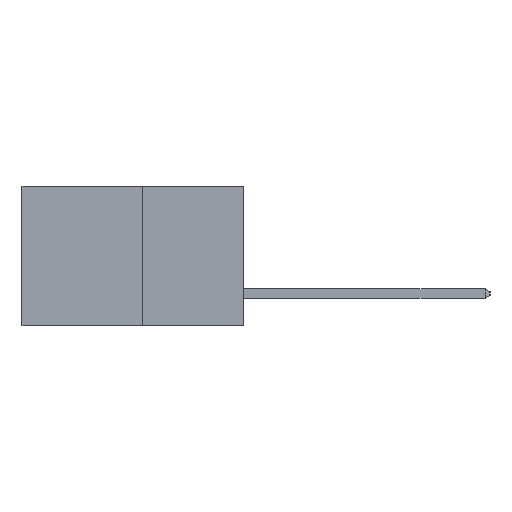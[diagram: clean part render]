
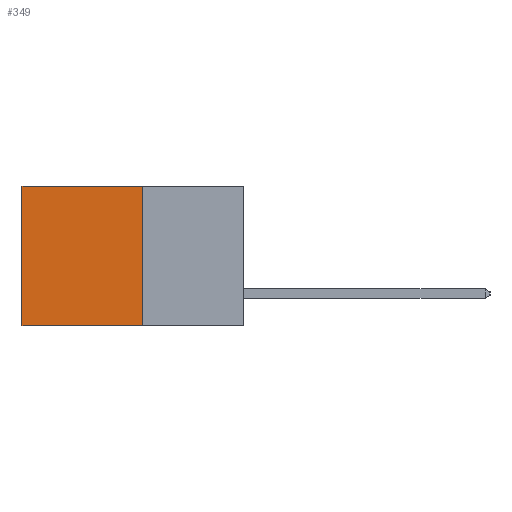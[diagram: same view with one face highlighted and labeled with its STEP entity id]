
A CAD part, left-side view. The second image highlights one B-rep face of the part: STEP entity #349.
In plain terms, the highlighted planar face has unit normal (-1, 0, 0).
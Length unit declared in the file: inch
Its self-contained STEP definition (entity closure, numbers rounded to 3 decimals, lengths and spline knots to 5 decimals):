
#349 = ADVANCED_FACE ( 'NONE', ( #1686 ), #10389, .F. ) ;
#555 = LINE ( 'NONE', #11101, #7219 ) ;
#1170 = EDGE_LOOP ( 'NONE', ( #11432, #8662, #9362, #11485 ) ) ;
#1517 = DIRECTION ( 'NONE',  ( 0., 0., -1. ) ) ;
#1686 = FACE_OUTER_BOUND ( 'NONE', #1170, .T. ) ;
#1801 = CARTESIAN_POINT ( 'NONE',  ( 0.277, 0.59, 0. ) ) ;
#2047 = CARTESIAN_POINT ( 'NONE',  ( 0.277, 0.59, -0.37 ) ) ;
#3493 = DIRECTION ( 'NONE',  ( 0., 1., 0. ) ) ;
#3799 = LINE ( 'NONE', #10598, #7190 ) ;
#4028 = EDGE_CURVE ( 'NONE', #12381, #6128, #6919, .T. ) ;
#6128 = VERTEX_POINT ( 'NONE', #2047 ) ;
#6411 = VECTOR ( 'NONE', #7379, 39.37008 ) ;
#6919 = LINE ( 'NONE', #11156, #7128 ) ;
#7128 = VECTOR ( 'NONE', #12300, 39.37008 ) ;
#7181 = EDGE_CURVE ( 'NONE', #8515, #11643, #555, .T. ) ;
#7190 = VECTOR ( 'NONE', #1517, 39.37008 ) ;
#7219 = VECTOR ( 'NONE', #3493, 39.37008 ) ;
#7379 = DIRECTION ( 'NONE',  ( 0., 0., -1. ) ) ;
#8496 = CARTESIAN_POINT ( 'NONE',  ( 0.277, 0.27, -0.37 ) ) ;
#8515 = VERTEX_POINT ( 'NONE', #13832 ) ;
#8662 = ORIENTED_EDGE ( 'NONE', *, *, #4028, .F. ) ;
#9362 = ORIENTED_EDGE ( 'NONE', *, *, #15566, .F. ) ;
#10389 = PLANE ( 'NONE',  #13302 ) ;
#10597 = DIRECTION ( 'NONE',  ( 1., 0., 0. ) ) ;
#10598 = CARTESIAN_POINT ( 'NONE',  ( 0.277, 0.59, -0.37 ) ) ;
#10698 = DIRECTION ( 'NONE',  ( 0., 0., -1. ) ) ;
#11101 = CARTESIAN_POINT ( 'NONE',  ( 0.277, 0.27, 0. ) ) ;
#11156 = CARTESIAN_POINT ( 'NONE',  ( 0.277, 0.27, -0.37 ) ) ;
#11432 = ORIENTED_EDGE ( 'NONE', *, *, #15947, .T. ) ;
#11485 = ORIENTED_EDGE ( 'NONE', *, *, #7181, .T. ) ;
#11643 = VERTEX_POINT ( 'NONE', #1801 ) ;
#12300 = DIRECTION ( 'NONE',  ( 0., 1., 0. ) ) ;
#12381 = VERTEX_POINT ( 'NONE', #15948 ) ;
#13122 = LINE ( 'NONE', #16047, #6411 ) ;
#13302 = AXIS2_PLACEMENT_3D ( 'NONE', #8496, #10597, #10698 ) ;
#13832 = CARTESIAN_POINT ( 'NONE',  ( 0.277, 0.27, 0. ) ) ;
#15566 = EDGE_CURVE ( 'NONE', #8515, #12381, #13122, .T. ) ;
#15947 = EDGE_CURVE ( 'NONE', #11643, #6128, #3799, .T. ) ;
#15948 = CARTESIAN_POINT ( 'NONE',  ( 0.277, 0.27, -0.37 ) ) ;
#16047 = CARTESIAN_POINT ( 'NONE',  ( 0.277, 0.27, -0.37 ) ) ;
